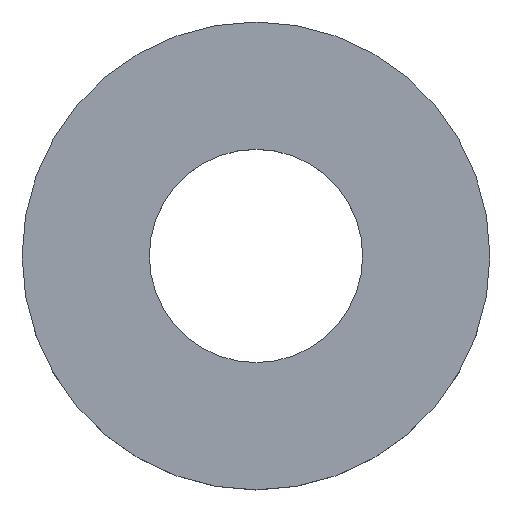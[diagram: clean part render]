
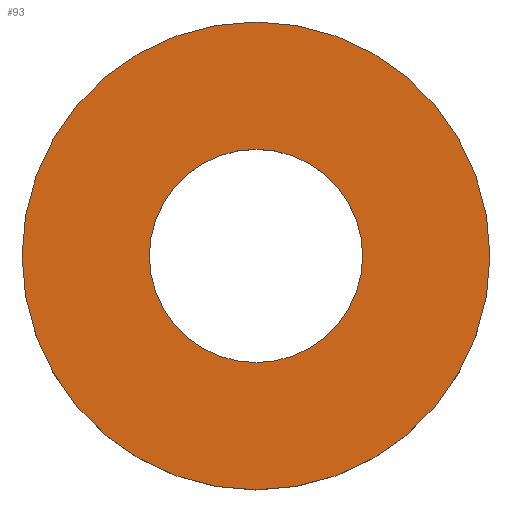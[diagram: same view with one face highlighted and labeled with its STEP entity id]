
A CAD part, top view. The second image highlights one B-rep face of the part: STEP entity #93.
In plain terms, the highlighted planar face has unit normal (0, 0, 1).
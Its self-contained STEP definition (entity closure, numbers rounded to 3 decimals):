
#59=VERTEX_POINT('',#131);
#61=EDGE_CURVE('',#95,#75,#133,.T.);
#63=VERTEX_POINT('',#135);
#67=EDGE_CURVE('',#63,#59,#139,.T.);
#73=EDGE_CURVE('',#75,#95,#145,.T.);
#75=VERTEX_POINT('',#147);
#85=EDGE_CURVE('',#59,#63,#159,.T.);
#93=ADVANCED_FACE('',(#169,#170),#171,.T.);
#95=VERTEX_POINT('',#173);
#131=CARTESIAN_POINT('',(-15.5,0.,10.));
#133=CIRCLE('',#202,34.0);
#135=CARTESIAN_POINT('',(15.5,0.,10.));
#139=CIRCLE('',#210,15.5);
#145=CIRCLE('',#219,34.0);
#147=CARTESIAN_POINT('',(-34.0,0.,10.));
#159=CIRCLE('',#234,15.5);
#169=FACE_OUTER_BOUND('',#247,.T.);
#170=FACE_BOUND('',#248,.T.);
#171=PLANE('',#249);
#173=CARTESIAN_POINT('',(34.0,0.,10.));
#202=AXIS2_PLACEMENT_3D('',#286,#287,#288);
#210=AXIS2_PLACEMENT_3D('',#292,#293,#294);
#219=AXIS2_PLACEMENT_3D('',#296,#297,#298);
#234=AXIS2_PLACEMENT_3D('',#315,#316,#317);
#247=EDGE_LOOP('',(#331,#332));
#248=EDGE_LOOP('',(#333,#334));
#249=AXIS2_PLACEMENT_3D('',#335,#336,#337);
#286=CARTESIAN_POINT('',(0.,0.,10.));
#287=DIRECTION('',(0.0,0.0,-1.0));
#288=DIRECTION('',(1.0,0.,0.0));
#292=CARTESIAN_POINT('',(0.,0.,10.));
#293=DIRECTION('',(0.0,0.0,-1.0));
#294=DIRECTION('',(1.0,0.,0.0));
#296=CARTESIAN_POINT('',(0.,0.,10.));
#297=DIRECTION('',(0.0,0.0,-1.0));
#298=DIRECTION('',(1.0,0.,0.0));
#315=CARTESIAN_POINT('',(0.,0.,10.));
#316=DIRECTION('',(0.0,0.0,-1.0));
#317=DIRECTION('',(1.0,0.,0.0));
#331=ORIENTED_EDGE('',*,*,#61,.F.);
#332=ORIENTED_EDGE('',*,*,#73,.F.);
#333=ORIENTED_EDGE('',*,*,#67,.T.);
#334=ORIENTED_EDGE('',*,*,#85,.T.);
#335=CARTESIAN_POINT('',(24.75,0.,10.));
#336=DIRECTION('',(0.0,0.0,1.0));
#337=DIRECTION('',(1.0,0.0,0.0));
